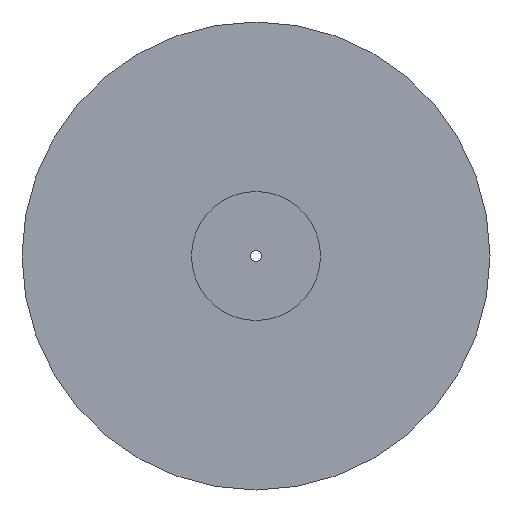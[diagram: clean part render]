
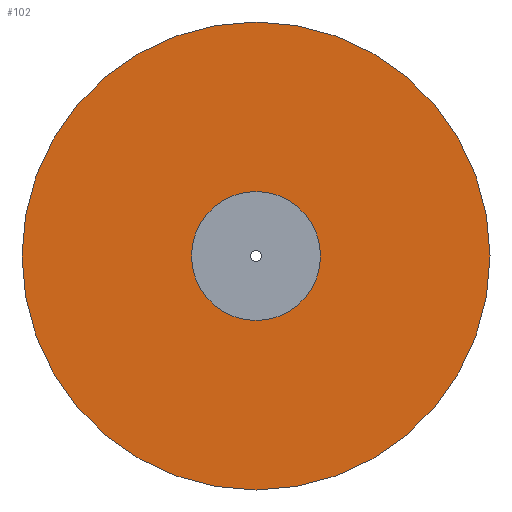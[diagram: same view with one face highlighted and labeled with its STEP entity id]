
A CAD part, front view. The second image highlights one B-rep face of the part: STEP entity #102.
In plain terms, the highlighted planar face has unit normal (0, -1, 0).
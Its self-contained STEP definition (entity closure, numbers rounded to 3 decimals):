
#18=PLANE('',#120);
#26=FACE_BOUND('',#50,.T.);
#34=FACE_OUTER_BOUND('',#49,.T.);
#49=EDGE_LOOP('',(#89));
#50=EDGE_LOOP('',(#90));
#52=CIRCLE('',#107,17.5);
#58=CIRCLE('',#118,63.5);
#60=VERTEX_POINT('',#159);
#66=VERTEX_POINT('',#176);
#68=EDGE_CURVE('',#60,#60,#52,.T.);
#74=EDGE_CURVE('',#66,#66,#58,.T.);
#89=ORIENTED_EDGE('',*,*,#74,.F.);
#90=ORIENTED_EDGE('',*,*,#68,.T.);
#102=ADVANCED_FACE('',(#34,#26),#18,.F.);
#107=AXIS2_PLACEMENT_3D('',#160,#127,#128);
#118=AXIS2_PLACEMENT_3D('',#177,#149,#150);
#120=AXIS2_PLACEMENT_3D('',#179,#153,#154);
#127=DIRECTION('center_axis',(0.,1.,0.));
#128=DIRECTION('ref_axis',(1.,0.,0.));
#149=DIRECTION('center_axis',(0.,1.,0.));
#150=DIRECTION('ref_axis',(1.,0.,0.));
#153=DIRECTION('center_axis',(0.,1.,0.));
#154=DIRECTION('ref_axis',(1.,0.,0.));
#159=CARTESIAN_POINT('',(-17.5,0.,0.));
#160=CARTESIAN_POINT('Origin',(0.,0.,0.));
#176=CARTESIAN_POINT('',(-63.5,0.,0.));
#177=CARTESIAN_POINT('Origin',(0.,0.,0.));
#179=CARTESIAN_POINT('Origin',(0.,0.,0.));
